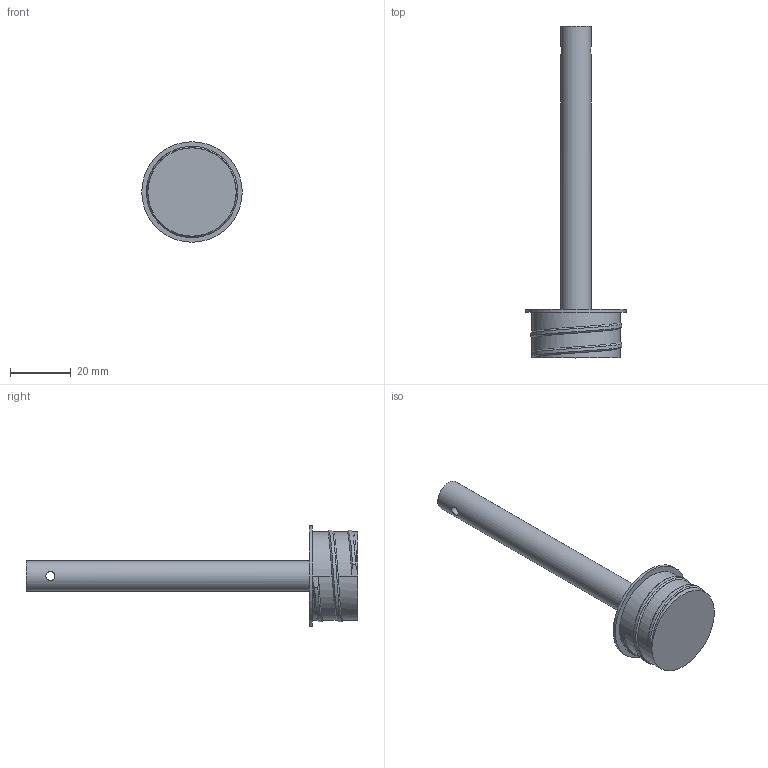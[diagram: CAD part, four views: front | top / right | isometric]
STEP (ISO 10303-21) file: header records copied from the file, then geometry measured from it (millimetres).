
FILE_DESCRIPTION(/* description */ (''),/* implementation_level */ '2;1');
FILE_NAME(/* name */ 'kneading shaft - v2.stp',/* time_stamp */ '2022-07-29T18:58:52+05:30',/* author */ ('techv'),/* organization */ (''),/* preprocessor_version */ 'ST-DEVELOPER v19',/* originating_system */ 'Autodesk Inventor 2023',/* authorisation */ '');
FILE_SCHEMA (('AUTOMOTIVE_DESIGN { 1 0 10303 214 3 1 1 }'));
Length unit declared in the file: millimetre
Products named in the file (1): kneading shaft
Bounding box: 33 x 109 x 33 mm (x, y, z)
Volume: 17611.4 mm3; surface area: 6578.3 mm2
Topology: 1 solids, 1 shells, 21 faces, 51 edges, 36 vertices
Faces by surface type: cylinder 11, plane 7, bspline 3
Full cylindrical faces by diameter (mm): 3 x2, 6 x1, 10 x1, 29 x3, 30 x1, 33 x1
Entity records: 1393 total; most frequent: CARTESIAN_POINT 893, ORIENTED_EDGE 100, DIRECTION 71, EDGE_CURVE 50, VERTEX_POINT 32, AXIS2_PLACEMENT_3D 28, B_SPLINE_CURVE_WITH_KNOTS 27, EDGE_LOOP 26
